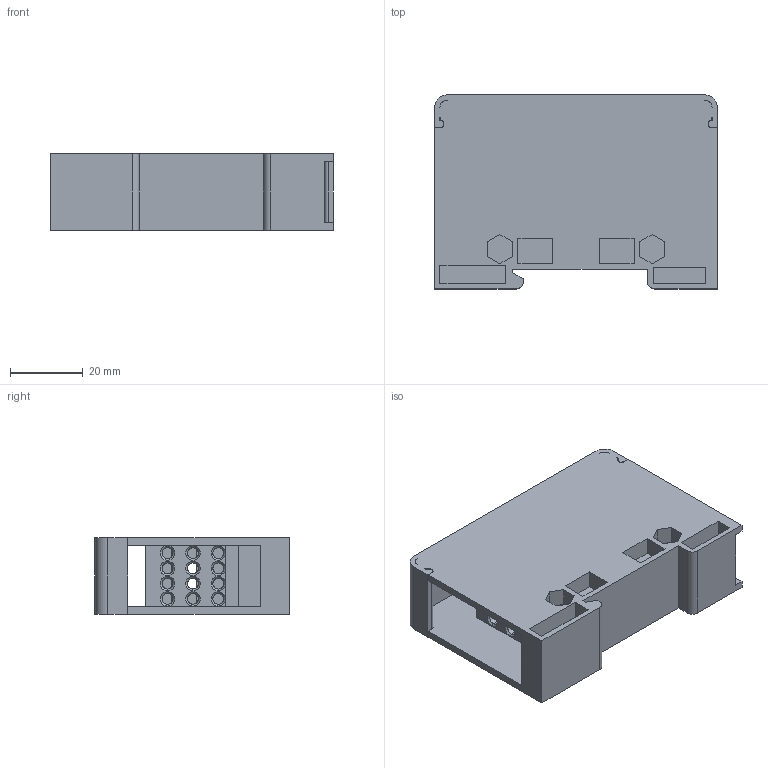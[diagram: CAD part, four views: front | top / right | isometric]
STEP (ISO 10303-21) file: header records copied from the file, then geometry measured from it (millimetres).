
FILE_DESCRIPTION((''),'2;1');
FILE_NAME('PRT0001','2017-09-16T',('Administrator'),(''),'PRO/ENGINEER BY PARAMETRIC TECHNOLOGY CORPORATION, 2008380','PRO/ENGINEER BY PARAMETRIC TECHNOLOGY CORPORATION, 2008380','');
FILE_SCHEMA(('CONFIG_CONTROL_DESIGN'));
Length unit declared in the file: millimetre
Products named in the file (1): PRT0001
Bounding box: 78 x 53.5 x 21 mm (x, y, z)
Volume: 40221.6 mm3; surface area: 29961.4 mm2
Topology: 1 solids, 1 shells, 264 faces, 704 edges, 456 vertices
Faces by surface type: plane 144, cylinder 96, cone 24
Entity records: 9028 total; most frequent: CARTESIAN_POINT 2250, ORIENTED_EDGE 1408, DIRECTION 1358, EDGE_CURVE 704, VECTOR 462, LINE 462, VERTEX_POINT 456, AXIS2_PLACEMENT_3D 448
